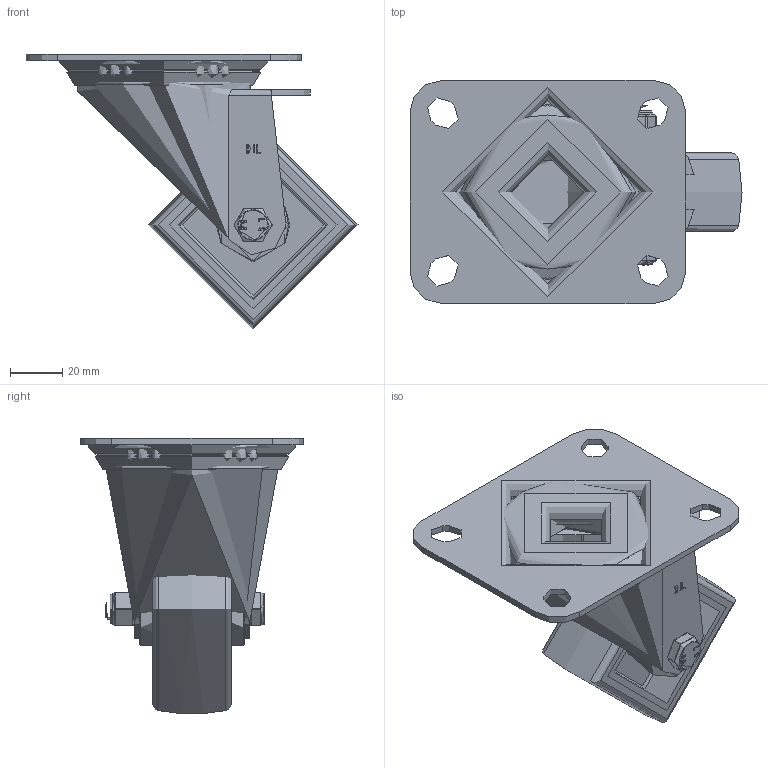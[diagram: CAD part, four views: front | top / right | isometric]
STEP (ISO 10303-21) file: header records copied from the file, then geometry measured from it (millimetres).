
FILE_DESCRIPTION(/* description */ (''),/* implementation_level */ '2;1');
FILE_NAME(/* name */ 'BZMM80PNB.step',/* time_stamp */ '2024-08-01T15:53:10+01:00',/* author */ (''),/* organization */ (''),/* preprocessor_version */ 'ST-DEVELOPER v20',/* originating_system */ 'Autodesk Translation Framework v13.14.0.145',/* authorisation */ '');
FILE_SCHEMA (('AUTOMOTIVE_DESIGN { 1 0 10303 214 3 1 1 }'));
Length unit declared in the file: millimetre
Products named in the file (24): BZMM80PNB; BZMM80AS - 2 v1; ZINC PLATED, PRESSED STEEL TOP PLATE 1; ZINC PLATED, PRESSED STEEL TOP PLATE 1 Geometry; BALL BEARINGS; Component1; ZINC PLATED, PRESSED STEEL FORKS; BEARING SEAL; BZMM80WPNRB v2; NYLON RIM; TYRE; CAP; ROLLER BEARING; NYLON CAGE; Pattern; Component21; TUBEM12X40 v1; ZINC PLATED STEEL TUBE; HEXBOLTM8X55Z8.8 v2; GRADE 8.8 ZINC PLATED BOLT; NYLOCM8Z v1; NYLOC NUT; NUT; RUBBER
Assembly tree (51 placements, depth 5):
  BZMM80PNB
    BZMM80AS - 2 v1
      ZINC PLATED, PRESSED STEEL TOP PLATE 1
        ZINC PLATED, PRESSED STEEL TOP PLATE 1 Geometry
        BALL BEARINGS
          Component1  x24
      ZINC PLATED, PRESSED STEEL FORKS
      BEARING SEAL
    BZMM80WPNRB v2
      NYLON RIM
      TYRE
      CAP
      ROLLER BEARING
        NYLON CAGE
        Pattern
          Component21  x6
    TUBEM12X40 v1
      ZINC PLATED STEEL TUBE
    HEXBOLTM8X55Z8.8 v2
      GRADE 8.8 ZINC PLATED BOLT
    NYLOCM8Z v1
      NYLOC NUT
        NUT
        RUBBER
Bounding box: 126.5 x 85 x 104.86 mm (x, y, z)
Volume: 155510.3 mm3; surface area: 99117.2 mm2
Topology: 41 solids, 41 shells, 457 faces, 1119 edges, 703 vertices
Faces by surface type: plane 175, cylinder 163, sphere 48, bspline 39, torus 21, cone 11
Full cylindrical faces by diameter (mm): 0.664 x2, 5.5 x6, 6.446 x7, 7.866 x13, 8 x3, 8.2 x2, 8.4 x1, 8.6 x2, 11.5 x1, 11.9 x1, 12.1 x1, 12.5 x2, 13 x1, 20 x1, 22.5 x3, 27.5 x1, 28 x2, 31.5 x1, 48 x2, 62 x1, 64 x2, 66 x1
Entity records: 19114 total; most frequent: CARTESIAN_POINT 8484, DIRECTION 2115, ORIENTED_EDGE 2054, EDGE_CURVE 1027, AXIS2_PLACEMENT_3D 810, VERTEX_POINT 647, LINE 495, VECTOR 495
